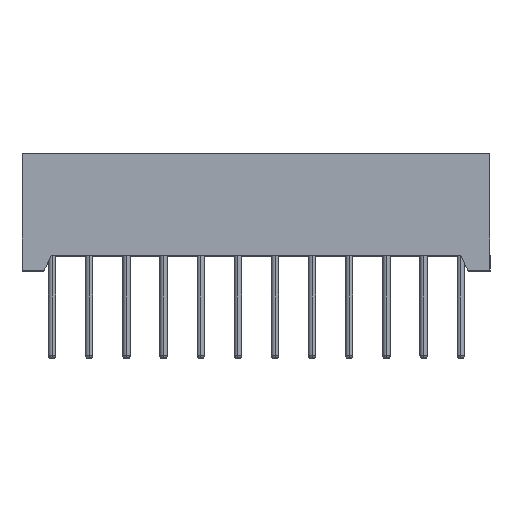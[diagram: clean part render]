
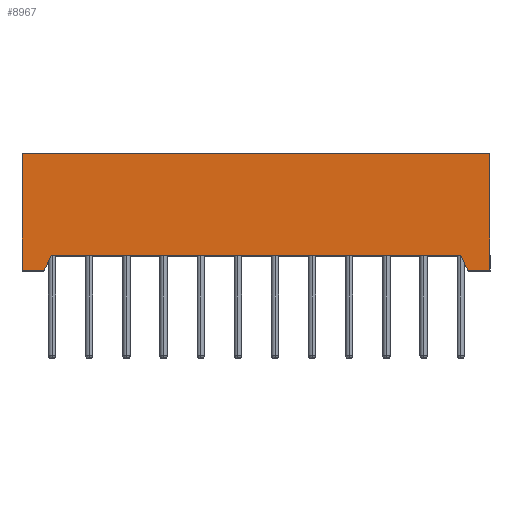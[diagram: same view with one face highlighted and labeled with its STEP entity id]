
A CAD part, top view. The second image highlights one B-rep face of the part: STEP entity #8967.
In plain terms, the highlighted planar face has unit normal (0, 0, 1).
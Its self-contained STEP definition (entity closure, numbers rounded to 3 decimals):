
#47 = EDGE_LOOP ( 'NONE', ( #10208, #10209, #10207, #10210, #10211, #10212, #10213, #10214 ) ) ;
#1283 = PLANE ( 'NONE',  #13907 ) ;
#1284 = CARTESIAN_POINT ( 'NONE',  ( -16., 8., 16. ) ) ;
#1285 = DIRECTION ( 'NONE',  ( 0., 0., -1. ) ) ;
#1286 = DIRECTION ( 'NONE',  ( -1., 0., 0. ) ) ;
#1736 = CARTESIAN_POINT ( 'NONE',  ( -16., 8., 16. ) ) ;
#1738 = CARTESIAN_POINT ( 'NONE',  ( 16., 8., 16. ) ) ;
#1763 = CARTESIAN_POINT ( 'NONE',  ( 16., 0., 16. ) ) ;
#1765 = CARTESIAN_POINT ( 'NONE',  ( -16., 0., 16. ) ) ;
#1767 = CARTESIAN_POINT ( 'NONE',  ( -14.5, 0., 16. ) ) ;
#1779 = CARTESIAN_POINT ( 'NONE',  ( 14., 1., 16. ) ) ;
#2074 = VECTOR ( 'NONE', #2557, 1000. ) ;
#2543 = LINE ( 'NONE', #2544, #3782 ) ;
#2544 = CARTESIAN_POINT ( 'NONE',  ( -16., 8., 16. ) ) ;
#2545 = DIRECTION ( 'NONE',  ( 0., -1., 0. ) ) ;
#2555 = LINE ( 'NONE', #2556, #2074 ) ;
#2556 = CARTESIAN_POINT ( 'NONE',  ( -14.5, 0., 16. ) ) ;
#2557 = DIRECTION ( 'NONE',  ( -0.447, -0.894, 0. ) ) ;
#2567 = LINE ( 'NONE', #2568, #11558 ) ;
#2568 = CARTESIAN_POINT ( 'NONE',  ( -16., 0., 16. ) ) ;
#2569 = DIRECTION ( 'NONE',  ( 1., 0., 0. ) ) ;
#2917 = VERTEX_POINT ( 'NONE', #1736 ) ;
#2919 = VERTEX_POINT ( 'NONE', #1738 ) ;
#2944 = VERTEX_POINT ( 'NONE', #1763 ) ;
#2946 = VERTEX_POINT ( 'NONE', #1765 ) ;
#2948 = VERTEX_POINT ( 'NONE', #1767 ) ;
#3175 = VERTEX_POINT ( 'NONE', #1779 ) ;
#3186 = VECTOR ( 'NONE', #7155, 1000. ) ;
#3193 = VECTOR ( 'NONE', #7179, 1000. ) ;
#3195 = VECTOR ( 'NONE', #7185, 1000. ) ;
#3782 = VECTOR ( 'NONE', #2545, 1000. ) ;
#7090 = LINE ( 'NONE', #7091, #11580 ) ;
#7091 = CARTESIAN_POINT ( 'NONE',  ( 14., 1., 16. ) ) ;
#7092 = DIRECTION ( 'NONE',  ( -0.447, 0.894, 0. ) ) ;
#7153 = LINE ( 'NONE', #7154, #3186 ) ;
#7154 = CARTESIAN_POINT ( 'NONE',  ( -14., 1., 16. ) ) ;
#7155 = DIRECTION ( 'NONE',  ( -1., 0., 0. ) ) ;
#7177 = LINE ( 'NONE', #7178, #3193 ) ;
#7178 = CARTESIAN_POINT ( 'NONE',  ( -16., 0., 16. ) ) ;
#7179 = DIRECTION ( 'NONE',  ( 1., 0., 0. ) ) ;
#7183 = LINE ( 'NONE', #7184, #3195 ) ;
#7184 = CARTESIAN_POINT ( 'NONE',  ( 16., 8., 16. ) ) ;
#7185 = DIRECTION ( 'NONE',  ( 0., -1., 0. ) ) ;
#7901 = CARTESIAN_POINT ( 'NONE',  ( 14.5, 0., 16. ) ) ;
#8013 = CARTESIAN_POINT ( 'NONE',  ( -14., 1., 16. ) ) ;
#8638 = EDGE_CURVE ( 'NONE', #2917, #2946, #2543, .T. ) ;
#8642 = EDGE_CURVE ( 'NONE', #12132, #2948, #2555, .T. ) ;
#8646 = EDGE_CURVE ( 'NONE', #2946, #2948, #2567, .T. ) ;
#8669 = EDGE_CURVE ( 'NONE', #9159, #3175, #7090, .T. ) ;
#8690 = EDGE_CURVE ( 'NONE', #3175, #12132, #7153, .T. ) ;
#8698 = EDGE_CURVE ( 'NONE', #9159, #2944, #7177, .T. ) ;
#8700 = EDGE_CURVE ( 'NONE', #2919, #2944, #7183, .T. ) ;
#8967 = ADVANCED_FACE ( 'NONE', ( #13904 ), #1283, .F. ) ;
#9062 = EDGE_CURVE ( 'NONE', #2917, #2919, #13157, .T. ) ;
#9159 = VERTEX_POINT ( 'NONE', #7901 ) ;
#10207 = ORIENTED_EDGE ( 'NONE', *, *, #8690, .F. ) ;
#10208 = ORIENTED_EDGE ( 'NONE', *, *, #8646, .T. ) ;
#10209 = ORIENTED_EDGE ( 'NONE', *, *, #8642, .F. ) ;
#10210 = ORIENTED_EDGE ( 'NONE', *, *, #8669, .F. ) ;
#10211 = ORIENTED_EDGE ( 'NONE', *, *, #8698, .T. ) ;
#10212 = ORIENTED_EDGE ( 'NONE', *, *, #8700, .F. ) ;
#10213 = ORIENTED_EDGE ( 'NONE', *, *, #9062, .F. ) ;
#10214 = ORIENTED_EDGE ( 'NONE', *, *, #8638, .T. ) ;
#11558 = VECTOR ( 'NONE', #2569, 1000. ) ;
#11580 = VECTOR ( 'NONE', #7092, 1000. ) ;
#12126 = VECTOR ( 'NONE', #13159, 1000. ) ;
#12132 = VERTEX_POINT ( 'NONE', #8013 ) ;
#13157 = LINE ( 'NONE', #13158, #12126 ) ;
#13158 = CARTESIAN_POINT ( 'NONE',  ( -16., 8., 16. ) ) ;
#13159 = DIRECTION ( 'NONE',  ( 1., 0., 0. ) ) ;
#13904 = FACE_OUTER_BOUND ( 'NONE', #47, .T. ) ;
#13907 = AXIS2_PLACEMENT_3D ( 'NONE', #1284, #1285, #1286 ) ;
